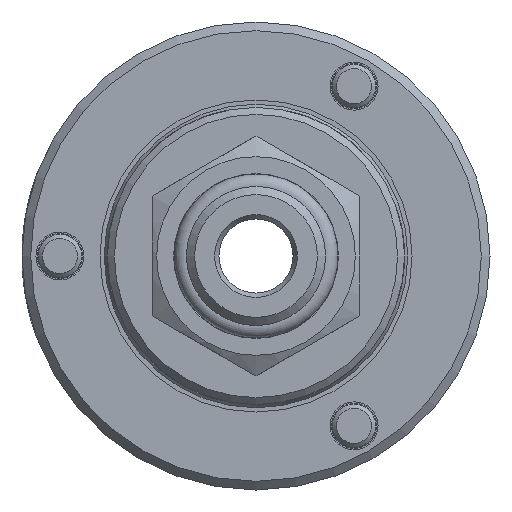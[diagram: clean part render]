
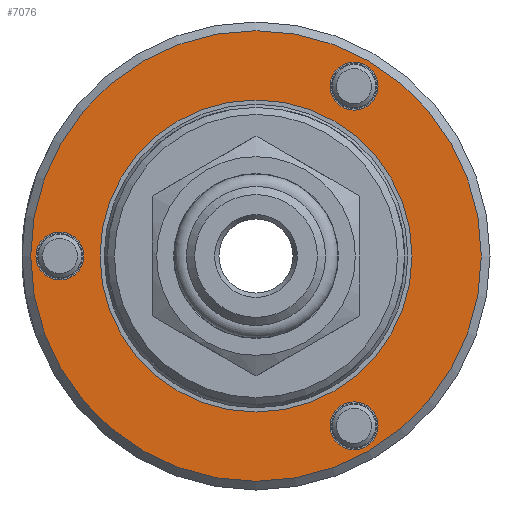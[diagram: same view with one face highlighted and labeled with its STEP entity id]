
A CAD part, left-side view. The second image highlights one B-rep face of the part: STEP entity #7076.
In plain terms, the highlighted planar face has unit normal (-1, 0, 0).
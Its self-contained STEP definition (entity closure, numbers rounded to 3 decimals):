
#293=PLANE('',#7529);
#429=FACE_BOUND('',#2129,.T.);
#430=FACE_BOUND('',#2130,.T.);
#431=FACE_BOUND('',#2131,.T.);
#432=FACE_BOUND('',#2132,.T.);
#1710=FACE_OUTER_BOUND('',#2128,.T.);
#2128=EDGE_LOOP('',(#4808));
#2129=EDGE_LOOP('',(#4809,#4810));
#2130=EDGE_LOOP('',(#4811,#4812));
#2131=EDGE_LOOP('',(#4813,#4814));
#2132=EDGE_LOOP('',(#4815,#4816));
#2593=CIRCLE('',#7527,17.9);
#2594=CIRCLE('',#7528,17.9);
#2595=CIRCLE('',#7530,25.85);
#2596=CIRCLE('',#7531,2.75);
#2597=CIRCLE('',#7532,2.75);
#2598=CIRCLE('',#7533,2.75);
#2599=CIRCLE('',#7534,2.75);
#2600=CIRCLE('',#7535,2.75);
#2601=CIRCLE('',#7536,2.75);
#2902=VERTEX_POINT('',#10140);
#2903=VERTEX_POINT('',#10141);
#2904=VERTEX_POINT('',#10146);
#2905=VERTEX_POINT('',#10148);
#2906=VERTEX_POINT('',#10149);
#2907=VERTEX_POINT('',#10152);
#2908=VERTEX_POINT('',#10153);
#2909=VERTEX_POINT('',#10156);
#2910=VERTEX_POINT('',#10157);
#3663=EDGE_CURVE('',#2902,#2903,#2593,.T.);
#3664=EDGE_CURVE('',#2903,#2902,#2594,.T.);
#3666=EDGE_CURVE('',#2904,#2904,#2595,.T.);
#3667=EDGE_CURVE('',#2905,#2906,#2596,.T.);
#3668=EDGE_CURVE('',#2906,#2905,#2597,.T.);
#3669=EDGE_CURVE('',#2907,#2908,#2598,.T.);
#3670=EDGE_CURVE('',#2908,#2907,#2599,.T.);
#3671=EDGE_CURVE('',#2909,#2910,#2600,.T.);
#3672=EDGE_CURVE('',#2910,#2909,#2601,.T.);
#4808=ORIENTED_EDGE('',*,*,#3666,.F.);
#4809=ORIENTED_EDGE('',*,*,#3667,.T.);
#4810=ORIENTED_EDGE('',*,*,#3668,.T.);
#4811=ORIENTED_EDGE('',*,*,#3669,.T.);
#4812=ORIENTED_EDGE('',*,*,#3670,.T.);
#4813=ORIENTED_EDGE('',*,*,#3671,.T.);
#4814=ORIENTED_EDGE('',*,*,#3672,.T.);
#4815=ORIENTED_EDGE('',*,*,#3663,.T.);
#4816=ORIENTED_EDGE('',*,*,#3664,.T.);
#7076=ADVANCED_FACE('',(#1710,#429,#430,#431,#432),#293,.T.);
#7527=AXIS2_PLACEMENT_3D('',#10142,#8147,#8148);
#7528=AXIS2_PLACEMENT_3D('',#10143,#8149,#8150);
#7529=AXIS2_PLACEMENT_3D('',#10145,#8152,#8153);
#7530=AXIS2_PLACEMENT_3D('',#10147,#8154,#8155);
#7531=AXIS2_PLACEMENT_3D('',#10150,#8156,#8157);
#7532=AXIS2_PLACEMENT_3D('',#10151,#8158,#8159);
#7533=AXIS2_PLACEMENT_3D('',#10154,#8160,#8161);
#7534=AXIS2_PLACEMENT_3D('',#10155,#8162,#8163);
#7535=AXIS2_PLACEMENT_3D('',#10158,#8164,#8165);
#7536=AXIS2_PLACEMENT_3D('',#10159,#8166,#8167);
#8147=DIRECTION('center_axis',(1.,0.,0.));
#8148=DIRECTION('ref_axis',(0.,1.,0.));
#8149=DIRECTION('center_axis',(1.,0.,0.));
#8150=DIRECTION('ref_axis',(0.,1.,0.));
#8152=DIRECTION('center_axis',(-1.,0.,0.));
#8153=DIRECTION('ref_axis',(0.,0.,1.));
#8154=DIRECTION('center_axis',(1.,0.,0.));
#8155=DIRECTION('ref_axis',(0.,-1.,0.));
#8156=DIRECTION('center_axis',(1.,0.,0.));
#8157=DIRECTION('ref_axis',(0.,0.,1.));
#8158=DIRECTION('center_axis',(1.,0.,0.));
#8159=DIRECTION('ref_axis',(0.,0.,1.));
#8160=DIRECTION('center_axis',(1.,0.,0.));
#8161=DIRECTION('ref_axis',(0.,-0.866,-0.5));
#8162=DIRECTION('center_axis',(1.,0.,0.));
#8163=DIRECTION('ref_axis',(0.,-0.866,-0.5));
#8164=DIRECTION('center_axis',(1.,0.,0.));
#8165=DIRECTION('ref_axis',(0.,0.866,-0.5));
#8166=DIRECTION('center_axis',(1.,0.,0.));
#8167=DIRECTION('ref_axis',(0.,0.866,-0.5));
#10140=CARTESIAN_POINT('',(5.1,17.9,0.));
#10141=CARTESIAN_POINT('',(5.1,-17.9,0.));
#10142=CARTESIAN_POINT('Origin',(5.1,0.,0.));
#10143=CARTESIAN_POINT('Origin',(5.1,0.,0.));
#10145=CARTESIAN_POINT('Origin',(5.1,21.054,0.));
#10146=CARTESIAN_POINT('',(5.1,25.85,0.));
#10147=CARTESIAN_POINT('Origin',(5.1,0.,0.));
#10148=CARTESIAN_POINT('',(5.1,22.5,2.75));
#10149=CARTESIAN_POINT('',(5.1,22.5,-2.75));
#10150=CARTESIAN_POINT('Origin',(5.1,22.5,0.));
#10151=CARTESIAN_POINT('Origin',(5.1,22.5,0.));
#10152=CARTESIAN_POINT('',(5.1,-13.632,18.111));
#10153=CARTESIAN_POINT('',(5.1,-8.868,20.861));
#10154=CARTESIAN_POINT('Origin',(5.1,-11.25,19.486));
#10155=CARTESIAN_POINT('Origin',(5.1,-11.25,19.486));
#10156=CARTESIAN_POINT('',(5.1,-8.868,-20.861));
#10157=CARTESIAN_POINT('',(5.1,-13.632,-18.111));
#10158=CARTESIAN_POINT('Origin',(5.1,-11.25,-19.486));
#10159=CARTESIAN_POINT('Origin',(5.1,-11.25,-19.486));
